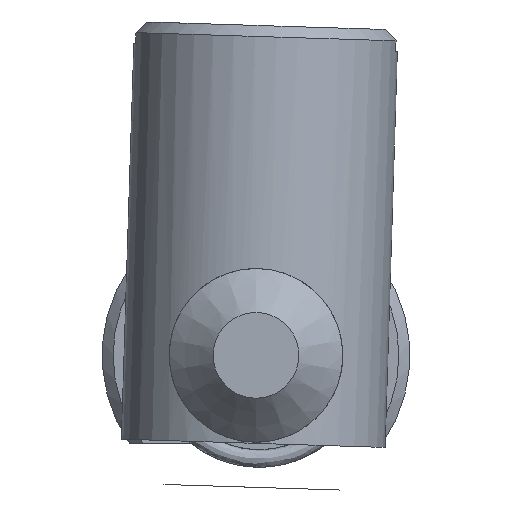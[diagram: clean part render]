
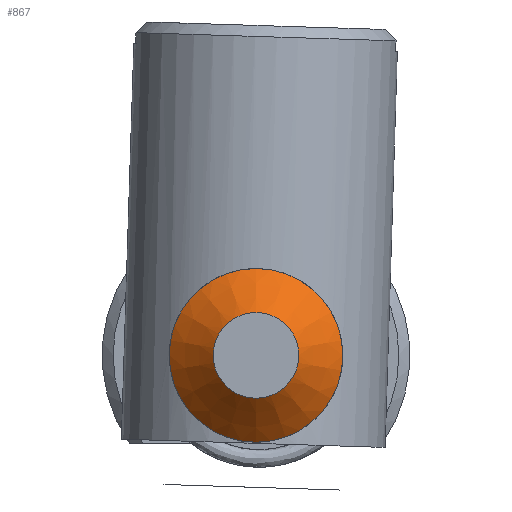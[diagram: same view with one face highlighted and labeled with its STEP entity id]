
A CAD part, front view. The second image highlights one B-rep face of the part: STEP entity #867.
In plain terms, the highlighted conical face has half-angle 45 degrees and reference radius 3.95 mm.
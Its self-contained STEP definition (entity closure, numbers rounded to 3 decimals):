
#102=FACE_OUTER_BOUND('',#156,.T.);
#156=EDGE_LOOP('',(#603,#604,#605,#606));
#216=LINE('',#1279,#282);
#282=VECTOR('',#1036,3.95);
#348=CIRCLE('',#943,3.95);
#349=CIRCLE('',#944,1.95);
#384=VERTEX_POINT('',#1276);
#385=VERTEX_POINT('',#1278);
#471=EDGE_CURVE('',#384,#384,#348,.T.);
#472=EDGE_CURVE('',#384,#385,#216,.T.);
#473=EDGE_CURVE('',#385,#385,#349,.T.);
#603=ORIENTED_EDGE('',*,*,#471,.F.);
#604=ORIENTED_EDGE('',*,*,#472,.T.);
#605=ORIENTED_EDGE('',*,*,#473,.T.);
#606=ORIENTED_EDGE('',*,*,#472,.F.);
#854=CONICAL_SURFACE('',#942,3.95,0.785);
#867=ADVANCED_FACE('',(#102),#854,.T.);
#942=AXIS2_PLACEMENT_3D('',#1275,#1032,#1033);
#943=AXIS2_PLACEMENT_3D('',#1277,#1034,#1035);
#944=AXIS2_PLACEMENT_3D('',#1280,#1037,#1038);
#1032=DIRECTION('center_axis',(0.,1.,0.));
#1033=DIRECTION('ref_axis',(0.,0.,1.));
#1034=DIRECTION('center_axis',(0.,1.,0.));
#1035=DIRECTION('ref_axis',(0.,0.,1.));
#1036=DIRECTION('',(0.,-0.707,0.707));
#1037=DIRECTION('center_axis',(0.,1.,0.));
#1038=DIRECTION('ref_axis',(0.,0.,1.));
#1275=CARTESIAN_POINT('Origin',(-8.639,-5.41,14.106));
#1276=CARTESIAN_POINT('',(-8.639,-5.41,10.156));
#1277=CARTESIAN_POINT('Origin',(-8.639,-5.41,14.106));
#1278=CARTESIAN_POINT('',(-8.639,-7.41,12.156));
#1279=CARTESIAN_POINT('',(-8.639,-5.41,10.156));
#1280=CARTESIAN_POINT('Origin',(-8.639,-7.41,14.106));
